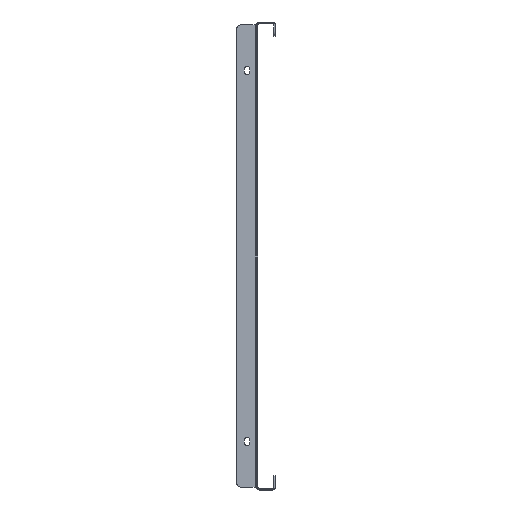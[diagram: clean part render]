
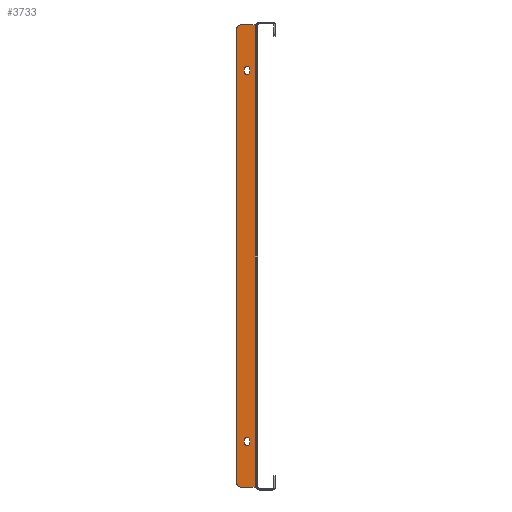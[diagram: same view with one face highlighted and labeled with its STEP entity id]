
A CAD part, left-side view. The second image highlights one B-rep face of the part: STEP entity #3733.
In plain terms, the highlighted planar face has unit normal (-1, 0, 0).
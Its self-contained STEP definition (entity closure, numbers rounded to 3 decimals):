
#63 = ORIENTED_EDGE ( 'NONE', *, *, #3124, .F. ) ;
#431 = CARTESIAN_POINT ( 'NONE',  ( -346., 21., -245.5 ) ) ;
#502 = CARTESIAN_POINT ( 'NONE',  ( -346., 12.75, 198.75 ) ) ;
#617 = CIRCLE ( 'NONE', #20985, 5. ) ;
#821 = FACE_BOUND ( 'NONE', #19245, .T. ) ;
#1143 = VECTOR ( 'NONE', #17112, 1000. ) ;
#1148 = ORIENTED_EDGE ( 'NONE', *, *, #4723, .T. ) ;
#1153 = DIRECTION ( 'NONE',  ( 0., -1., 0. ) ) ;
#1212 = DIRECTION ( 'NONE',  ( 0., -1., 0. ) ) ;
#1226 = VERTEX_POINT ( 'NONE', #15904 ) ;
#1297 = VERTEX_POINT ( 'NONE', #17613 ) ;
#1462 = CARTESIAN_POINT ( 'NONE',  ( -346., 1.5, 245.5 ) ) ;
#1566 = AXIS2_PLACEMENT_3D ( 'NONE', #15571, #20585, #10336 ) ;
#1855 = CARTESIAN_POINT ( 'NONE',  ( -346., 21., 245.5 ) ) ;
#1950 = EDGE_CURVE ( 'NONE', #5337, #6899, #3213, .T. ) ;
#2100 = LINE ( 'NONE', #1855, #4335 ) ;
#2187 = CARTESIAN_POINT ( 'NONE',  ( -346., 7.25, 198.75 ) ) ;
#2497 = VECTOR ( 'NONE', #20505, 1000. ) ;
#2538 = EDGE_CURVE ( 'NONE', #4198, #21610, #8424, .T. ) ;
#2738 = CARTESIAN_POINT ( 'NONE',  ( -346., 1.5, 0. ) ) ;
#2779 = VERTEX_POINT ( 'NONE', #7170 ) ;
#3124 = EDGE_CURVE ( 'NONE', #14776, #1226, #3791, .T. ) ;
#3213 = LINE ( 'NONE', #10165, #1143 ) ;
#3733 = ADVANCED_FACE ( 'NONE', ( #18248, #821, #6397 ), #21992, .T. ) ;
#3791 = CIRCLE ( 'NONE', #11053, 2.75 ) ;
#3885 = DIRECTION ( 'NONE',  ( 0., -1., 0. ) ) ;
#4198 = VERTEX_POINT ( 'NONE', #9343 ) ;
#4236 = VERTEX_POINT ( 'NONE', #1462 ) ;
#4312 = DIRECTION ( 'NONE',  ( 0., -1., 0. ) ) ;
#4335 = VECTOR ( 'NONE', #20889, 1000. ) ;
#4365 = CIRCLE ( 'NONE', #9765, 2.75 ) ;
#4373 = DIRECTION ( 'NONE',  ( -1., 0., 0. ) ) ;
#4468 = DIRECTION ( 'NONE',  ( -1., 0., 0. ) ) ;
#4723 = EDGE_CURVE ( 'NONE', #5556, #8561, #13726, .T. ) ;
#4743 = ORIENTED_EDGE ( 'NONE', *, *, #1950, .F. ) ;
#4806 = VECTOR ( 'NONE', #10283, 1000. ) ;
#4882 = DIRECTION ( 'NONE',  ( 0., 0., 1. ) ) ;
#5046 = LINE ( 'NONE', #6636, #4806 ) ;
#5266 = EDGE_CURVE ( 'NONE', #1297, #8561, #2100, .T. ) ;
#5337 = VERTEX_POINT ( 'NONE', #502 ) ;
#5428 = ORIENTED_EDGE ( 'NONE', *, *, #13185, .F. ) ;
#5556 = VERTEX_POINT ( 'NONE', #21776 ) ;
#5799 = EDGE_CURVE ( 'NONE', #5556, #4236, #21717, .T. ) ;
#5890 = ORIENTED_EDGE ( 'NONE', *, *, #5266, .F. ) ;
#5965 = LINE ( 'NONE', #21670, #19941 ) ;
#6397 = FACE_OUTER_BOUND ( 'NONE', #18762, .T. ) ;
#6497 = CARTESIAN_POINT ( 'NONE',  ( -346., 16., -245.5 ) ) ;
#6636 = CARTESIAN_POINT ( 'NONE',  ( -346., 7.25, -195.25 ) ) ;
#6899 = VERTEX_POINT ( 'NONE', #9542 ) ;
#7024 = CIRCLE ( 'NONE', #1566, 2.75 ) ;
#7170 = CARTESIAN_POINT ( 'NONE',  ( -346., 1.5, -245.5 ) ) ;
#7259 = CARTESIAN_POINT ( 'NONE',  ( -346., 10., -195.25 ) ) ;
#7299 = VECTOR ( 'NONE', #4312, 1000. ) ;
#7555 = AXIS2_PLACEMENT_3D ( 'NONE', #18528, #17155, #1212 ) ;
#7628 = DIRECTION ( 'NONE',  ( -1., 0., 0. ) ) ;
#7677 = EDGE_CURVE ( 'NONE', #1226, #16739, #5965, .T. ) ;
#7735 = EDGE_CURVE ( 'NONE', #16739, #13115, #4365, .T. ) ;
#7758 = ORIENTED_EDGE ( 'NONE', *, *, #19659, .F. ) ;
#8424 = LINE ( 'NONE', #10366, #2497 ) ;
#8561 = VERTEX_POINT ( 'NONE', #14979 ) ;
#8960 = DIRECTION ( 'NONE',  ( 0., 1., 0. ) ) ;
#9343 = CARTESIAN_POINT ( 'NONE',  ( -346., 7.25, 195.25 ) ) ;
#9429 = AXIS2_PLACEMENT_3D ( 'NONE', #16790, #15407, #21902 ) ;
#9542 = CARTESIAN_POINT ( 'NONE',  ( -346., 12.75, 195.25 ) ) ;
#9570 = VERTEX_POINT ( 'NONE', #6497 ) ;
#9690 = ORIENTED_EDGE ( 'NONE', *, *, #7677, .F. ) ;
#9765 = AXIS2_PLACEMENT_3D ( 'NONE', #12905, #4373, #11305 ) ;
#9943 = VECTOR ( 'NONE', #4882, 1000. ) ;
#10043 = EDGE_CURVE ( 'NONE', #21610, #5337, #7024, .T. ) ;
#10165 = CARTESIAN_POINT ( 'NONE',  ( -346., 12.75, 195.25 ) ) ;
#10283 = DIRECTION ( 'NONE',  ( 0., 0., 1. ) ) ;
#10336 = DIRECTION ( 'NONE',  ( 0., -1., 0. ) ) ;
#10366 = CARTESIAN_POINT ( 'NONE',  ( -346., 7.25, 195.25 ) ) ;
#10890 = AXIS2_PLACEMENT_3D ( 'NONE', #16328, #4468, #1153 ) ;
#11053 = AXIS2_PLACEMENT_3D ( 'NONE', #7259, #17290, #21049 ) ;
#11305 = DIRECTION ( 'NONE',  ( 0., 1., 0. ) ) ;
#12905 = CARTESIAN_POINT ( 'NONE',  ( -346., 10., -198.75 ) ) ;
#12951 = CARTESIAN_POINT ( 'NONE',  ( -346., 0., 245.5 ) ) ;
#13115 = VERTEX_POINT ( 'NONE', #18494 ) ;
#13185 = EDGE_CURVE ( 'NONE', #13115, #14776, #5046, .T. ) ;
#13528 = LINE ( 'NONE', #2738, #9943 ) ;
#13634 = CARTESIAN_POINT ( 'NONE',  ( -346., 7.25, -195.25 ) ) ;
#13726 = CIRCLE ( 'NONE', #7555, 5. ) ;
#13978 = LINE ( 'NONE', #431, #22117 ) ;
#14401 = DIRECTION ( 'NONE',  ( 0., 0., -1. ) ) ;
#14776 = VERTEX_POINT ( 'NONE', #13634 ) ;
#14979 = CARTESIAN_POINT ( 'NONE',  ( -346., 21., 240.5 ) ) ;
#15407 = DIRECTION ( 'NONE',  ( -1., 0., 0. ) ) ;
#15571 = CARTESIAN_POINT ( 'NONE',  ( -346., 10., 198.75 ) ) ;
#15787 = ORIENTED_EDGE ( 'NONE', *, *, #21667, .T. ) ;
#15810 = EDGE_CURVE ( 'NONE', #2779, #4236, #13528, .T. ) ;
#15904 = CARTESIAN_POINT ( 'NONE',  ( -346., 12.75, -195.25 ) ) ;
#16188 = CARTESIAN_POINT ( 'NONE',  ( -346., 16., -240.5 ) ) ;
#16328 = CARTESIAN_POINT ( 'NONE',  ( -346., 0., 0. ) ) ;
#16375 = ORIENTED_EDGE ( 'NONE', *, *, #5799, .F. ) ;
#16739 = VERTEX_POINT ( 'NONE', #17249 ) ;
#16790 = CARTESIAN_POINT ( 'NONE',  ( -346., 10., 195.25 ) ) ;
#17066 = EDGE_LOOP ( 'NONE', ( #7758, #4743, #20025, #19207 ) ) ;
#17112 = DIRECTION ( 'NONE',  ( 0., 0., -1. ) ) ;
#17155 = DIRECTION ( 'NONE',  ( -1., 0., 0. ) ) ;
#17249 = CARTESIAN_POINT ( 'NONE',  ( -346., 12.75, -198.75 ) ) ;
#17290 = DIRECTION ( 'NONE',  ( -1., 0., 0. ) ) ;
#17613 = CARTESIAN_POINT ( 'NONE',  ( -346., 21., -240.5 ) ) ;
#17785 = CIRCLE ( 'NONE', #9429, 2.75 ) ;
#18248 = FACE_BOUND ( 'NONE', #17066, .T. ) ;
#18424 = ORIENTED_EDGE ( 'NONE', *, *, #18891, .F. ) ;
#18494 = CARTESIAN_POINT ( 'NONE',  ( -346., 7.25, -198.75 ) ) ;
#18528 = CARTESIAN_POINT ( 'NONE',  ( -346., 16., 240.5 ) ) ;
#18762 = EDGE_LOOP ( 'NONE', ( #16375, #1148, #5890, #15787, #18424, #21813 ) ) ;
#18891 = EDGE_CURVE ( 'NONE', #2779, #9570, #13978, .T. ) ;
#19207 = ORIENTED_EDGE ( 'NONE', *, *, #2538, .F. ) ;
#19245 = EDGE_LOOP ( 'NONE', ( #63, #5428, #20912, #9690 ) ) ;
#19659 = EDGE_CURVE ( 'NONE', #6899, #4198, #17785, .T. ) ;
#19941 = VECTOR ( 'NONE', #14401, 1000. ) ;
#20025 = ORIENTED_EDGE ( 'NONE', *, *, #10043, .F. ) ;
#20505 = DIRECTION ( 'NONE',  ( 0., 0., 1. ) ) ;
#20585 = DIRECTION ( 'NONE',  ( -1., 0., 0. ) ) ;
#20889 = DIRECTION ( 'NONE',  ( 0., 0., 1. ) ) ;
#20912 = ORIENTED_EDGE ( 'NONE', *, *, #7735, .F. ) ;
#20985 = AXIS2_PLACEMENT_3D ( 'NONE', #16188, #7628, #3885 ) ;
#21049 = DIRECTION ( 'NONE',  ( 0., 1., 0. ) ) ;
#21610 = VERTEX_POINT ( 'NONE', #2187 ) ;
#21667 = EDGE_CURVE ( 'NONE', #1297, #9570, #617, .T. ) ;
#21670 = CARTESIAN_POINT ( 'NONE',  ( -346., 12.75, -195.25 ) ) ;
#21717 = LINE ( 'NONE', #12951, #7299 ) ;
#21776 = CARTESIAN_POINT ( 'NONE',  ( -346., 16., 245.5 ) ) ;
#21813 = ORIENTED_EDGE ( 'NONE', *, *, #15810, .T. ) ;
#21902 = DIRECTION ( 'NONE',  ( 0., -1., 0. ) ) ;
#21992 = PLANE ( 'NONE',  #10890 ) ;
#22117 = VECTOR ( 'NONE', #8960, 1000. ) ;
